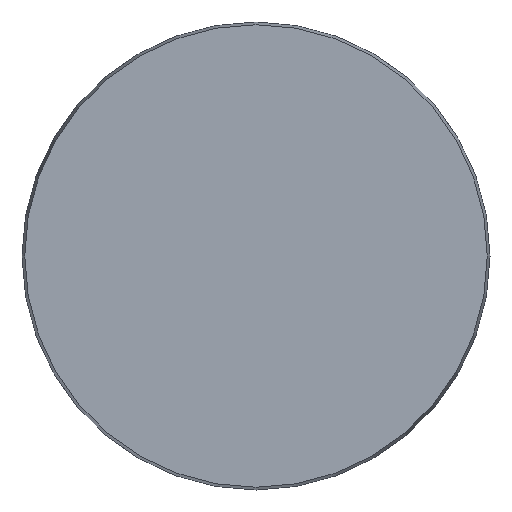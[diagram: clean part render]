
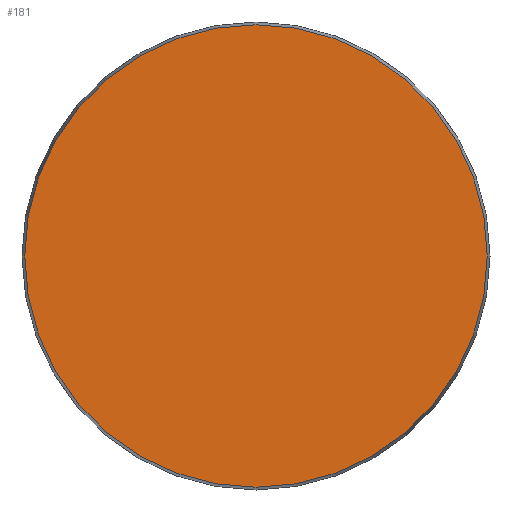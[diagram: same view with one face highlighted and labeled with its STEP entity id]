
A CAD part, front view. The second image highlights one B-rep face of the part: STEP entity #181.
In plain terms, the highlighted planar face has unit normal (0, -1, 0).
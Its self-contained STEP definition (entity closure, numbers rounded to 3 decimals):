
#13 = AXIS2_PLACEMENT_3D ( 'NONE', #94, #317, #357 ) ;
#17 = FACE_OUTER_BOUND ( 'NONE', #412, .T. ) ;
#94 = CARTESIAN_POINT ( 'NONE',  ( 0., 0., 0. ) ) ;
#108 = PLANE ( 'NONE',  #448 ) ;
#181 = ADVANCED_FACE ( 'NONE', ( #17 ), #108, .F. ) ;
#201 = DIRECTION ( 'NONE',  ( 0., 1., 0. ) ) ;
#253 = ORIENTED_EDGE ( 'NONE', *, *, #300, .T. ) ;
#300 = EDGE_CURVE ( 'NONE', #543, #543, #337, .T. ) ;
#315 = CARTESIAN_POINT ( 'NONE',  ( -48.425, 0., 0. ) ) ;
#317 = DIRECTION ( 'NONE',  ( 0., -1., 0. ) ) ;
#337 = CIRCLE ( 'NONE', #13, 48.425 ) ;
#357 = DIRECTION ( 'NONE',  ( 0., 0., -1. ) ) ;
#363 = DIRECTION ( 'NONE',  ( 0., 0., 1. ) ) ;
#412 = EDGE_LOOP ( 'NONE', ( #253 ) ) ;
#448 = AXIS2_PLACEMENT_3D ( 'NONE', #315, #201, #363 ) ;
#543 = VERTEX_POINT ( 'NONE', #550 ) ;
#550 = CARTESIAN_POINT ( 'NONE',  ( 0., 0., -48.425 ) ) ;
